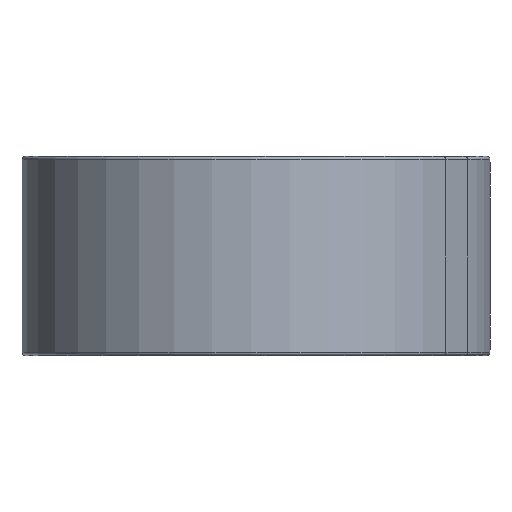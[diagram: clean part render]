
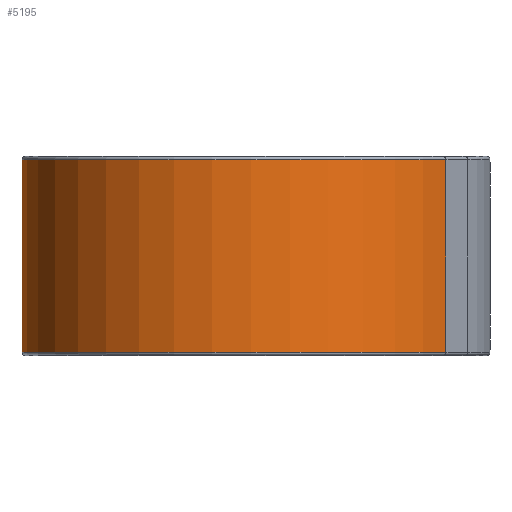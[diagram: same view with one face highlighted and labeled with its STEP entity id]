
A CAD part, left-side view. The second image highlights one B-rep face of the part: STEP entity #5195.
In plain terms, the highlighted cylindrical face has radius 14.55 mm (diameter 29.1 mm), a partial arc.
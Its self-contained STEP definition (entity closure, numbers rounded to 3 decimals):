
#1852=DIRECTION('',(0.,0.,1.));
#1853=VECTOR('',#1852,12.3);
#1854=CARTESIAN_POINT('',(-7.462,-12.491,-6.15));
#1855=LINE('',#1854,#1853);
#1866=CARTESIAN_POINT('',(0.,0.,6.15));
#1867=DIRECTION('',(0.,0.,1.));
#1868=DIRECTION('',(0.84,0.542,0.));
#1869=AXIS2_PLACEMENT_3D('',#1866,#1867,#1868);
#1871=CARTESIAN_POINT('',(0.,0.,-6.15));
#1872=DIRECTION('',(0.,0.,-1.));
#1873=DIRECTION('',(-0.513,-0.858,0.));
#1874=AXIS2_PLACEMENT_3D('',#1871,#1872,#1873);
#1876=DIRECTION('',(0.,0.,1.));
#1877=VECTOR('',#1876,12.3);
#1878=CARTESIAN_POINT('',(12.225,7.89,-6.15));
#1879=LINE('',#1878,#1877);
#2113=CARTESIAN_POINT('',(12.225,7.89,6.15));
#2115=VERTEX_POINT('',#2113);
#2123=CARTESIAN_POINT('',(-7.462,-12.491,6.15));
#2124=VERTEX_POINT('',#2123);
#2159=CARTESIAN_POINT('',(-7.462,-12.491,-6.15));
#2160=VERTEX_POINT('',#2159);
#2163=CARTESIAN_POINT('',(12.225,7.89,-6.15));
#2164=VERTEX_POINT('',#2163);
#5184=CARTESIAN_POINT('',(0.,0.,-6.35));
#5185=DIRECTION('',(0.,0.,1.));
#5186=DIRECTION('',(1.,0.,0.));
#5187=AXIS2_PLACEMENT_3D('',#5184,#5185,#5186);
#5188=CYLINDRICAL_SURFACE('',#5187,14.55);
#5189=ORIENTED_EDGE('',*,*,#5178,.T.);
#5190=ORIENTED_EDGE('',*,*,#5153,.F.);
#5191=ORIENTED_EDGE('',*,*,#2635,.T.);
#5192=ORIENTED_EDGE('',*,*,#2662,.T.);
#5193=EDGE_LOOP('',(#5189,#5190,#5191,#5192));
#5194=FACE_OUTER_BOUND('',#5193,.F.);
#5195=ADVANCED_FACE('',(#5194),#5188,.T.);
#1870=CIRCLE('',#1869,14.55);
#1875=CIRCLE('',#1874,14.55);
#2635=EDGE_CURVE('',#2160,#2164,#1875,.T.);
#2662=EDGE_CURVE('',#2164,#2115,#1879,.T.);
#5153=EDGE_CURVE('',#2160,#2124,#1855,.T.);
#5178=EDGE_CURVE('',#2115,#2124,#1870,.T.);
